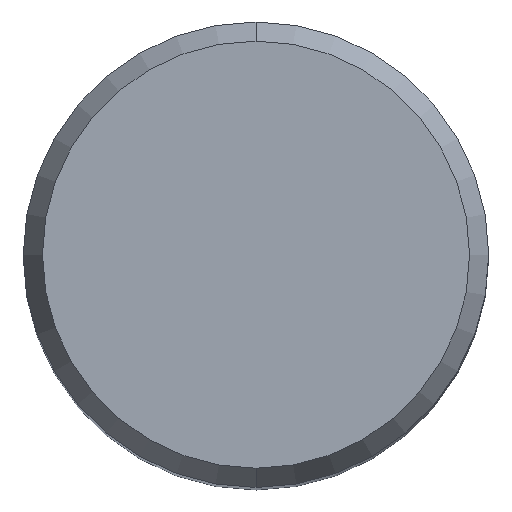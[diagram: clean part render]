
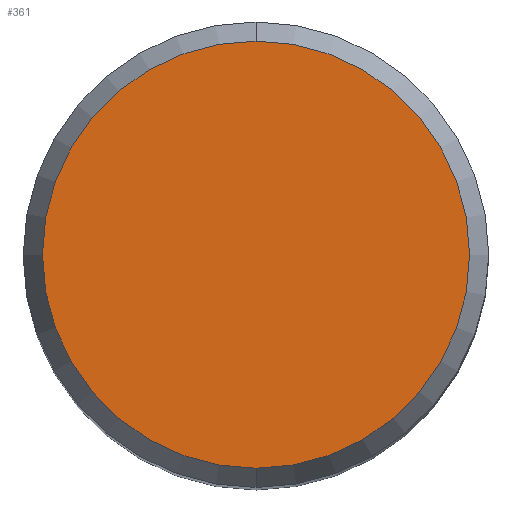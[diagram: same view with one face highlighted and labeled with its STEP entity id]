
A CAD part, top view. The second image highlights one B-rep face of the part: STEP entity #361.
In plain terms, the highlighted planar face has unit normal (0, 0, 1).
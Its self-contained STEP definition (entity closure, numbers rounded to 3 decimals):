
#175=VERTEX_POINT('',#467);
#183=VERTEX_POINT('',#476);
#253=EDGE_CURVE('',#183,#175,#549,.T.);
#361=ADVANCED_FACE('',(#670),#671,.T.);
#395=EDGE_CURVE('',#175,#183,#708,.T.);
#467=CARTESIAN_POINT('',(0.,-6.423,0.0));
#476=CARTESIAN_POINT('',(0.0,6.423,0.0));
#549=CIRCLE('',#965,6.423);
#670=FACE_OUTER_BOUND('',#1244,.T.);
#671=PLANE('',#1245);
#708=CIRCLE('',#1340,6.423);
#965=AXIS2_PLACEMENT_3D('',#1513,#1514,#1515);
#1244=EDGE_LOOP('',(#1648,#1649));
#1245=AXIS2_PLACEMENT_3D('',#1650,#1651,#1652);
#1340=AXIS2_PLACEMENT_3D('',#1686,#1687,#1688);
#1513=CARTESIAN_POINT('',(0.0,0.0,0.0));
#1514=DIRECTION('',(0.0,0.0,-1.0));
#1515=DIRECTION('',(0.0,1.0,0.0));
#1648=ORIENTED_EDGE('',*,*,#253,.F.);
#1649=ORIENTED_EDGE('',*,*,#395,.F.);
#1650=CARTESIAN_POINT('',(0.0,3.211,0.0));
#1651=DIRECTION('',(-0.0,0.0,1.0));
#1652=DIRECTION('',(0.0,-1.0,0.0));
#1686=CARTESIAN_POINT('',(0.0,0.0,0.0));
#1687=DIRECTION('',(0.0,0.0,-1.0));
#1688=DIRECTION('',(0.0,1.0,0.0));
